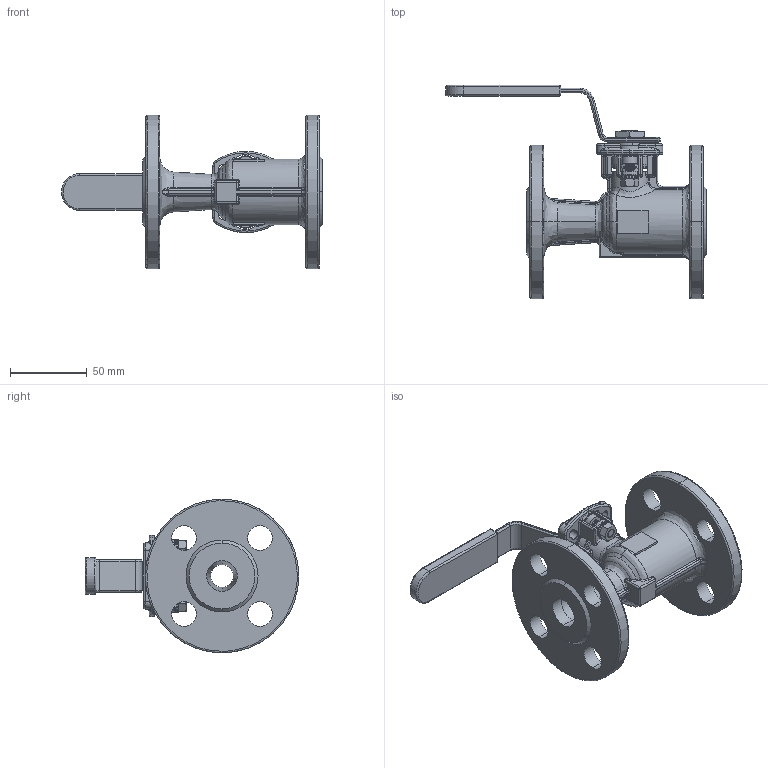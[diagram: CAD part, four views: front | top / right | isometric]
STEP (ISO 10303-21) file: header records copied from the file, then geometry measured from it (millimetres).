
FILE_DESCRIPTION (( 'STEP AP203' ), '1' );
FILE_NAME ('F9R-F1-0075_0.step', '2020-11-02T19:45:16', ( '' ), ( '' ), 'SwSTEP 2.0', 'SolidWorks 2019', '' );
FILE_SCHEMA (( 'CONFIG_CONTROL_DESIGN' ));
Length unit declared in the file: inch
Products named in the file (15): F9R-F1-0075 GLAND WASHER; F9R-F1-0075 GLAND; F9R-F1-0075 GLAND BOLT; F9R-F1-0075 HANDLE; F9R-F1-0075 STOP PLATE; F9R-F1-0075 RETAINER; F9R-F1-0075 STEM; F9R-F1-0075 HANDLE NUT; F9R-F1-0075 PACKING; F9R-F1-0075 GLAND FLANGE; F9R-F1-0075_0; F9R-F1-0075 BODY; F9R-F1-0075 BELLEVILLE WASHERS; F9R-F1-0075 HANDLE COVER; F9R-F1-0075 GLAND NUT
Assembly tree (19 placements, depth 2):
  F9R-F1-0075_0
    F9R-F1-0075 STEM
    F9R-F1-0075 PACKING
    F9R-F1-0075 GLAND  x3
    F9R-F1-0075 BELLEVILLE WASHERS
    F9R-F1-0075 GLAND FLANGE
    F9R-F1-0075 STOP PLATE
    F9R-F1-0075 GLAND BOLT  x2
    F9R-F1-0075 HANDLE NUT
    F9R-F1-0075 HANDLE COVER
    F9R-F1-0075 BODY
    F9R-F1-0075 RETAINER
    F9R-F1-0075 HANDLE
    F9R-F1-0075 GLAND NUT  x2
    F9R-F1-0075 GLAND WASHER  x2
Bounding box: 170 x 139.1 x 100 mm (x, y, z)
Volume: 50834.5 mm3; surface area: 98799.7 mm2
Topology: 21 solids, 22 shells, 1331 faces, 3370 edges, 2058 vertices
Faces by surface type: bspline 499, cylinder 494, plane 305, cone 33
Entity records: 97544 total; most frequent: CARTESIAN_POINT 70030, ORIENTED_EDGE 6115, DIRECTION 4479, EDGE_CURVE 3062, VERTEX_POINT 1877, AXIS2_PLACEMENT_3D 1662, EDGE_LOOP 1312, ADVANCED_FACE 1229
